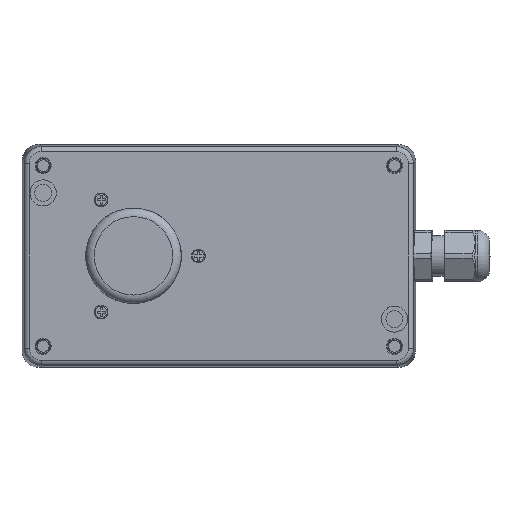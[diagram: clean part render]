
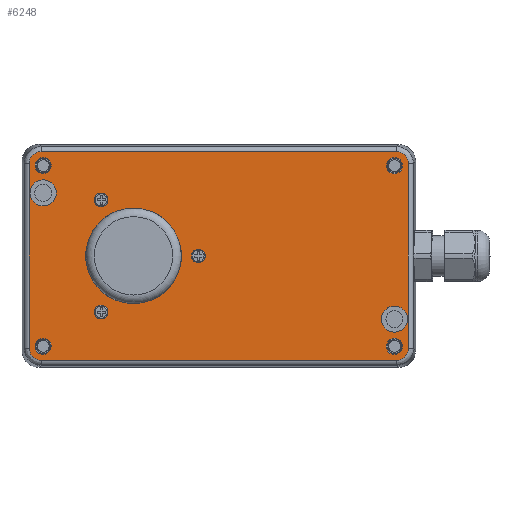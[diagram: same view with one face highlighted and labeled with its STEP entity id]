
A CAD part, front view. The second image highlights one B-rep face of the part: STEP entity #6248.
In plain terms, the highlighted planar face has unit normal (0, -1, 0).
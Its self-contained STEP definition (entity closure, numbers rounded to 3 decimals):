
#305=FACE_BOUND('',#1072,.T.);
#306=FACE_BOUND('',#1073,.T.);
#307=FACE_BOUND('',#1074,.T.);
#308=FACE_BOUND('',#1075,.T.);
#309=FACE_BOUND('',#1076,.T.);
#310=FACE_BOUND('',#1077,.T.);
#311=FACE_BOUND('',#1078,.T.);
#312=FACE_BOUND('',#1079,.T.);
#313=FACE_BOUND('',#1080,.T.);
#314=FACE_BOUND('',#1081,.T.);
#409=PLANE('',#6714);
#667=ELLIPSE('',#6693,3.502,3.5);
#669=ELLIPSE('',#6698,3.502,3.5);
#671=ELLIPSE('',#6703,3.502,3.5);
#673=ELLIPSE('',#6707,3.502,3.5);
#707=FACE_OUTER_BOUND('',#1071,.T.);
#1071=EDGE_LOOP('',(#4308,#4309,#4310,#4311,#4312,#4313,#4314,#4315));
#1072=EDGE_LOOP('',(#4316));
#1073=EDGE_LOOP('',(#4317));
#1074=EDGE_LOOP('',(#4318));
#1075=EDGE_LOOP('',(#4319));
#1076=EDGE_LOOP('',(#4320));
#1077=EDGE_LOOP('',(#4321));
#1078=EDGE_LOOP('',(#4322));
#1079=EDGE_LOOP('',(#4323));
#1080=EDGE_LOOP('',(#4324));
#1081=EDGE_LOOP('',(#4325));
#1525=LINE('',#9361,#1952);
#1528=LINE('',#9405,#1955);
#1530=LINE('',#9446,#1957);
#1532=LINE('',#9487,#1959);
#1952=VECTOR('',#7458,10.);
#1955=VECTOR('',#7473,10.);
#1957=VECTOR('',#7485,10.);
#1959=VECTOR('',#7497,10.);
#2374=CIRCLE('',#6674,0.75);
#2376=CIRCLE('',#6677,0.75);
#2378=CIRCLE('',#6680,0.75);
#2380=CIRCLE('',#6683,12.5);
#2392=CIRCLE('',#6715,2.345);
#2393=CIRCLE('',#6716,2.345);
#2394=CIRCLE('',#6717,2.345);
#2395=CIRCLE('',#6718,2.345);
#2396=CIRCLE('',#6719,3.84);
#2397=CIRCLE('',#6720,3.84);
#2718=VERTEX_POINT('',#9327);
#2720=VERTEX_POINT('',#9333);
#2722=VERTEX_POINT('',#9339);
#2724=VERTEX_POINT('',#9345);
#2729=VERTEX_POINT('',#9358);
#2730=VERTEX_POINT('',#9360);
#2732=VERTEX_POINT('',#9395);
#2734=VERTEX_POINT('',#9401);
#2736=VERTEX_POINT('',#9436);
#2738=VERTEX_POINT('',#9442);
#2740=VERTEX_POINT('',#9477);
#2742=VERTEX_POINT('',#9483);
#2749=VERTEX_POINT('',#9539);
#2750=VERTEX_POINT('',#9541);
#2751=VERTEX_POINT('',#9543);
#2752=VERTEX_POINT('',#9545);
#2753=VERTEX_POINT('',#9547);
#2754=VERTEX_POINT('',#9549);
#3317=EDGE_CURVE('',#2718,#2718,#2374,.T.);
#3320=EDGE_CURVE('',#2720,#2720,#2376,.T.);
#3323=EDGE_CURVE('',#2722,#2722,#2378,.T.);
#3326=EDGE_CURVE('',#2724,#2724,#2380,.T.);
#3333=EDGE_CURVE('',#2729,#2730,#1525,.T.);
#3338=EDGE_CURVE('',#2730,#2732,#667,.T.);
#3341=EDGE_CURVE('',#2732,#2734,#1528,.T.);
#3344=EDGE_CURVE('',#2734,#2736,#669,.T.);
#3347=EDGE_CURVE('',#2736,#2738,#1530,.T.);
#3350=EDGE_CURVE('',#2738,#2740,#671,.T.);
#3353=EDGE_CURVE('',#2740,#2742,#1532,.T.);
#3355=EDGE_CURVE('',#2742,#2729,#673,.T.);
#3365=EDGE_CURVE('',#2749,#2749,#2392,.T.);
#3366=EDGE_CURVE('',#2750,#2750,#2393,.T.);
#3367=EDGE_CURVE('',#2751,#2751,#2394,.T.);
#3368=EDGE_CURVE('',#2752,#2752,#2395,.T.);
#3369=EDGE_CURVE('',#2753,#2753,#2396,.T.);
#3370=EDGE_CURVE('',#2754,#2754,#2397,.T.);
#4308=ORIENTED_EDGE('',*,*,#3333,.F.);
#4309=ORIENTED_EDGE('',*,*,#3355,.F.);
#4310=ORIENTED_EDGE('',*,*,#3353,.F.);
#4311=ORIENTED_EDGE('',*,*,#3350,.F.);
#4312=ORIENTED_EDGE('',*,*,#3347,.F.);
#4313=ORIENTED_EDGE('',*,*,#3344,.F.);
#4314=ORIENTED_EDGE('',*,*,#3341,.F.);
#4315=ORIENTED_EDGE('',*,*,#3338,.F.);
#4316=ORIENTED_EDGE('',*,*,#3317,.T.);
#4317=ORIENTED_EDGE('',*,*,#3320,.T.);
#4318=ORIENTED_EDGE('',*,*,#3323,.T.);
#4319=ORIENTED_EDGE('',*,*,#3326,.T.);
#4320=ORIENTED_EDGE('',*,*,#3365,.F.);
#4321=ORIENTED_EDGE('',*,*,#3366,.F.);
#4322=ORIENTED_EDGE('',*,*,#3367,.F.);
#4323=ORIENTED_EDGE('',*,*,#3368,.F.);
#4324=ORIENTED_EDGE('',*,*,#3369,.F.);
#4325=ORIENTED_EDGE('',*,*,#3370,.F.);
#6248=ADVANCED_FACE('',(#707,#305,#306,#307,#308,#309,#310,#311,#312,#313,
#314),#409,.F.);
#6674=AXIS2_PLACEMENT_3D('',#9328,#7421,#7422);
#6677=AXIS2_PLACEMENT_3D('',#9334,#7428,#7429);
#6680=AXIS2_PLACEMENT_3D('',#9340,#7435,#7436);
#6683=AXIS2_PLACEMENT_3D('',#9346,#7442,#7443);
#6693=AXIS2_PLACEMENT_3D('',#9399,#7466,#7467);
#6698=AXIS2_PLACEMENT_3D('',#9440,#7478,#7479);
#6703=AXIS2_PLACEMENT_3D('',#9481,#7490,#7491);
#6707=AXIS2_PLACEMENT_3D('',#9519,#7500,#7501);
#6714=AXIS2_PLACEMENT_3D('',#9538,#7521,#7522);
#6715=AXIS2_PLACEMENT_3D('',#9540,#7523,#7524);
#6716=AXIS2_PLACEMENT_3D('',#9542,#7525,#7526);
#6717=AXIS2_PLACEMENT_3D('',#9544,#7527,#7528);
#6718=AXIS2_PLACEMENT_3D('',#9546,#7529,#7530);
#6719=AXIS2_PLACEMENT_3D('',#9548,#7531,#7532);
#6720=AXIS2_PLACEMENT_3D('',#9550,#7533,#7534);
#7421=DIRECTION('center_axis',(0.,1.,0.));
#7422=DIRECTION('ref_axis',(1.,0.,0.));
#7428=DIRECTION('center_axis',(0.,1.,0.));
#7429=DIRECTION('ref_axis',(1.,0.,0.));
#7435=DIRECTION('center_axis',(0.,1.,0.));
#7436=DIRECTION('ref_axis',(1.,0.,0.));
#7442=DIRECTION('center_axis',(0.,1.,0.));
#7443=DIRECTION('ref_axis',(1.,0.,0.));
#7458=DIRECTION('',(0.,0.,1.));
#7466=DIRECTION('center_axis',(0.,1.,0.));
#7467=DIRECTION('ref_axis',(-0.707,0.,0.707));
#7473=DIRECTION('',(1.,0.,0.));
#7478=DIRECTION('center_axis',(0.,1.,0.));
#7479=DIRECTION('ref_axis',(0.707,0.,0.707));
#7485=DIRECTION('',(0.,0.,-1.));
#7490=DIRECTION('center_axis',(0.,1.,0.));
#7491=DIRECTION('ref_axis',(0.707,0.,-0.707));
#7497=DIRECTION('',(-1.,0.,0.));
#7500=DIRECTION('center_axis',(0.,1.,0.));
#7501=DIRECTION('ref_axis',(-0.707,0.,-0.707));
#7521=DIRECTION('center_axis',(0.,1.,0.));
#7522=DIRECTION('ref_axis',(0.,0.,1.));
#7523=DIRECTION('center_axis',(0.,-1.,0.));
#7524=DIRECTION('ref_axis',(0.588,0.,-0.809));
#7525=DIRECTION('center_axis',(0.,-1.,0.));
#7526=DIRECTION('ref_axis',(0.588,0.,-0.809));
#7527=DIRECTION('center_axis',(0.,-1.,0.));
#7528=DIRECTION('ref_axis',(0.588,0.,-0.809));
#7529=DIRECTION('center_axis',(0.,-1.,0.));
#7530=DIRECTION('ref_axis',(0.588,0.,-0.809));
#7531=DIRECTION('center_axis',(0.,-1.,0.));
#7532=DIRECTION('ref_axis',(0.588,0.,0.809));
#7533=DIRECTION('center_axis',(0.,-1.,0.));
#7534=DIRECTION('ref_axis',(0.588,0.,0.809));
#9327=CARTESIAN_POINT('',(-6.75,-135.2,0.));
#9328=CARTESIAN_POINT('Origin',(-6.,-135.2,0.));
#9333=CARTESIAN_POINT('',(-35.25,-135.2,-16.454));
#9334=CARTESIAN_POINT('Origin',(-34.5,-135.2,-16.454));
#9339=CARTESIAN_POINT('',(-35.25,-135.2,16.454));
#9340=CARTESIAN_POINT('Origin',(-34.5,-135.2,16.454));
#9345=CARTESIAN_POINT('',(-37.5,-135.2,0.));
#9346=CARTESIAN_POINT('Origin',(-25.,-135.2,0.));
#9358=CARTESIAN_POINT('',(-55.579,-135.2,-27.08));
#9360=CARTESIAN_POINT('',(-55.579,-135.2,27.08));
#9361=CARTESIAN_POINT('',(-55.579,-135.2,-19.731));
#9395=CARTESIAN_POINT('',(-52.08,-135.2,30.579));
#9399=CARTESIAN_POINT('Origin',(-52.078,-135.2,27.078));
#9401=CARTESIAN_POINT('',(52.08,-135.2,30.579));
#9405=CARTESIAN_POINT('',(-25.53,-135.2,30.579));
#9436=CARTESIAN_POINT('',(55.579,-135.2,27.08));
#9440=CARTESIAN_POINT('Origin',(52.078,-135.2,27.078));
#9442=CARTESIAN_POINT('',(55.579,-135.2,-27.08));
#9446=CARTESIAN_POINT('',(55.579,-135.2,-19.731));
#9477=CARTESIAN_POINT('',(52.08,-135.2,-30.579));
#9481=CARTESIAN_POINT('Origin',(52.078,-135.2,-27.078));
#9483=CARTESIAN_POINT('',(-52.08,-135.2,-30.579));
#9487=CARTESIAN_POINT('',(-25.53,-135.2,-30.579));
#9519=CARTESIAN_POINT('Origin',(-52.078,-135.2,-27.078));
#9538=CARTESIAN_POINT('Origin',(6.641,-135.2,-6.762));
#9539=CARTESIAN_POINT('',(50.121,-135.2,-24.603));
#9540=CARTESIAN_POINT('Origin',(51.5,-135.2,-26.5));
#9541=CARTESIAN_POINT('',(50.121,-135.2,28.397));
#9542=CARTESIAN_POINT('Origin',(51.5,-135.2,26.5));
#9543=CARTESIAN_POINT('',(-52.879,-135.2,-24.603));
#9544=CARTESIAN_POINT('Origin',(-51.5,-135.2,-26.5));
#9545=CARTESIAN_POINT('',(-52.879,-135.2,28.397));
#9546=CARTESIAN_POINT('Origin',(-51.5,-135.2,26.5));
#9547=CARTESIAN_POINT('',(-47.66,-135.2,18.5));
#9548=CARTESIAN_POINT('Origin',(-51.5,-135.2,18.5));
#9549=CARTESIAN_POINT('',(55.34,-135.2,-18.5));
#9550=CARTESIAN_POINT('Origin',(51.5,-135.2,-18.5));
